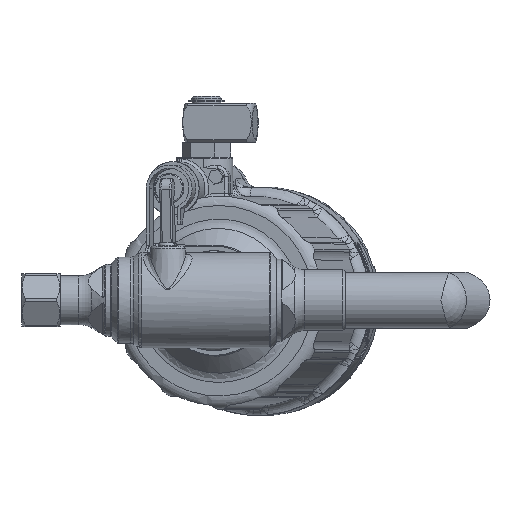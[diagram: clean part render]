
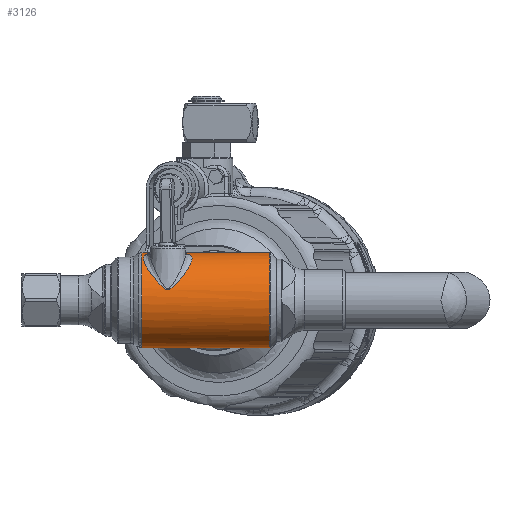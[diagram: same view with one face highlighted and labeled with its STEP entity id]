
A CAD part, top view. The second image highlights one B-rep face of the part: STEP entity #3126.
In plain terms, the highlighted cylindrical face has radius 23.025 mm (diameter 46.05 mm), a partial arc.
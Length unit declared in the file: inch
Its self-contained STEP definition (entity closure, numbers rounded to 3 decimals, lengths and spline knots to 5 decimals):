
#1048=B_SPLINE_CURVE_WITH_KNOTS('',3,(#39741,#39742,#39743,#39744,#39745,
#39746,#39747,#39748,#39749,#39750),.UNSPECIFIED.,.F.,.F.,(4,2,2,2,4),(0.,
0.25,0.5,0.75,1.),.UNSPECIFIED.);
#1049=B_SPLINE_CURVE_WITH_KNOTS('',3,(#39781,#39782,#39783,#39784,#39785,
#39786,#39787,#39788,#39789,#39790,#39791,#39792,#39793,#39794,#39795,#39796,
#39797,#39798,#39799,#39800,#39801,#39802,#39803,#39804,#39805,#39806),.UNSPECIFIED.,
 .F.,.F.,(4,2,2,2,2,2,2,2,2,2,2,2,4),(0.,0.125,0.25,0.375,0.4375,0.46875,
0.5,0.53125,0.5625,0.625,
0.75,0.875,1.),.UNSPECIFIED.);
#1051=B_SPLINE_CURVE_WITH_KNOTS('',3,(#39914,#39915,#39916,#39917),.UNSPECIFIED.,
 .F.,.F.,(4,4),(0.,1.),.UNSPECIFIED.);
#1055=B_SPLINE_CURVE_WITH_KNOTS('',3,(#39980,#39981,#39982,#39983),.UNSPECIFIED.,
 .F.,.F.,(4,4),(0.,1.),.UNSPECIFIED.);
#1074=B_SPLINE_CURVE_WITH_KNOTS('',3,(#40490,#40491,#40492,#40493),.UNSPECIFIED.,
 .F.,.F.,(4,4),(0.,1.),.UNSPECIFIED.);
#1075=B_SPLINE_CURVE_WITH_KNOTS('',3,(#40494,#40495,#40496,#40497),.UNSPECIFIED.,
 .F.,.F.,(4,4),(0.,1.),.UNSPECIFIED.);
#1810=CYLINDRICAL_SURFACE('',#26547,0.9065);
#2340=FACE_BOUND('',#6701,.T.);
#2341=FACE_BOUND('',#6702,.T.);
#3126=ADVANCED_FACE('',(#2340,#2341),#1810,.T.);
#6701=EDGE_LOOP('',(#11601,#11602,#11603,#11604,#11605,#11606,#11607,#11608,
#11609,#11610,#11611,#11612));
#6702=EDGE_LOOP('',(#11613,#11614));
#8701=LINE('',#40189,#9803);
#8705=LINE('',#40430,#9807);
#8708=LINE('',#40475,#9810);
#8711=LINE('',#40488,#9813);
#9803=VECTOR('',#30188,1.);
#9807=VECTOR('',#30244,1.);
#9810=VECTOR('',#30257,1.);
#9813=VECTOR('',#30264,1.);
#11601=ORIENTED_EDGE('',*,*,#21129,.T.);
#11602=ORIENTED_EDGE('',*,*,#21128,.T.);
#11603=ORIENTED_EDGE('',*,*,#21125,.T.);
#11604=ORIENTED_EDGE('',*,*,#21204,.T.);
#11605=ORIENTED_EDGE('',*,*,#21205,.T.);
#11606=ORIENTED_EDGE('',*,*,#21155,.T.);
#11607=ORIENTED_EDGE('',*,*,#21123,.T.);
#11608=ORIENTED_EDGE('',*,*,#21191,.T.);
#11609=ORIENTED_EDGE('',*,*,#21206,.T.);
#11610=ORIENTED_EDGE('',*,*,#21199,.T.);
#11611=ORIENTED_EDGE('',*,*,#21121,.T.);
#11612=ORIENTED_EDGE('',*,*,#21120,.T.);
#11613=ORIENTED_EDGE('',*,*,#21118,.T.);
#11614=ORIENTED_EDGE('',*,*,#21117,.T.);
#18599=VERTEX_POINT('',#38758);
#18600=VERTEX_POINT('',#38776);
#18654=VERTEX_POINT('',#39668);
#18658=VERTEX_POINT('',#39738);
#18659=VERTEX_POINT('',#39740);
#18660=VERTEX_POINT('',#39913);
#18661=VERTEX_POINT('',#39945);
#18662=VERTEX_POINT('',#39947);
#18663=VERTEX_POINT('',#39963);
#18664=VERTEX_POINT('',#39979);
#18677=VERTEX_POINT('',#40184);
#18700=VERTEX_POINT('',#40429);
#18703=VERTEX_POINT('',#40476);
#18707=VERTEX_POINT('',#40489);
#21117=EDGE_CURVE('',#18658,#18659,#1048,.T.);
#21118=EDGE_CURVE('',#18659,#18658,#1049,.T.);
#21120=EDGE_CURVE('',#18599,#18660,#1051,.T.);
#21121=EDGE_CURVE('',#18654,#18599,#24635,.T.);
#21123=EDGE_CURVE('',#18662,#18661,#24636,.T.);
#21125=EDGE_CURVE('',#18600,#18663,#24637,.T.);
#21128=EDGE_CURVE('',#18664,#18600,#1055,.T.);
#21129=EDGE_CURVE('',#18660,#18664,#24639,.T.);
#21155=EDGE_CURVE('',#18677,#18662,#8701,.T.);
#21191=EDGE_CURVE('',#18661,#18700,#8705,.T.);
#21199=EDGE_CURVE('',#18703,#18654,#8708,.T.);
#21204=EDGE_CURVE('',#18663,#18707,#8711,.T.);
#21205=EDGE_CURVE('',#18707,#18677,#1074,.T.);
#21206=EDGE_CURVE('',#18700,#18703,#1075,.T.);
#24635=CIRCLE('',#26483,0.9065);
#24636=CIRCLE('',#26485,0.9065);
#24637=CIRCLE('',#26487,0.9065);
#24639=CIRCLE('',#26490,0.9065);
#26483=AXIS2_PLACEMENT_3D('',#39930,#30124,#30125);
#26485=AXIS2_PLACEMENT_3D('',#39946,#30128,#30129);
#26487=AXIS2_PLACEMENT_3D('',#39962,#30132,#30133);
#26490=AXIS2_PLACEMENT_3D('',#39996,#30138,#30139);
#26547=AXIS2_PLACEMENT_3D('',#40498,#30265,#30266);
#30124=DIRECTION('',(-1.,0.,0.));
#30125=DIRECTION('',(0.,0.,-1.));
#30128=DIRECTION('',(1.,0.,0.));
#30129=DIRECTION('',(0.,0.,-1.));
#30132=DIRECTION('',(-1.,0.,0.));
#30133=DIRECTION('',(0.,0.,-1.));
#30138=DIRECTION('',(-1.,0.,0.));
#30139=DIRECTION('',(0.,0.,-1.));
#30188=DIRECTION('',(-1.,0.,0.));
#30244=DIRECTION('',(1.,0.,0.));
#30257=DIRECTION('',(1.,0.,0.));
#30264=DIRECTION('',(-1.,0.,0.));
#30265=DIRECTION('',(-1.,0.,0.));
#30266=DIRECTION('',(0.,0.,1.));
#38758=CARTESIAN_POINT('',(3.128,-0.64591,-0.63604));
#38776=CARTESIAN_POINT('',(3.128,0.64591,-0.63604));
#39668=CARTESIAN_POINT('',(3.128,-0.64442,-0.63755));
#39738=CARTESIAN_POINT('',(0.73392,0.86662,0.26591));
#39740=CARTESIAN_POINT('',(1.56608,0.86662,0.26591));
#39741=CARTESIAN_POINT('',(0.73392,0.86662,0.26591));
#39742=CARTESIAN_POINT('',(0.77228,0.88874,0.19383));
#39743=CARTESIAN_POINT('',(0.83579,0.89719,0.13562));
#39744=CARTESIAN_POINT('',(0.98247,0.90564,0.05618));
#39745=CARTESIAN_POINT('',(1.06664,0.90581,0.03537));
#39746=CARTESIAN_POINT('',(1.23316,0.90581,0.03534));
#39747=CARTESIAN_POINT('',(1.31674,0.90567,0.05583));
#39748=CARTESIAN_POINT('',(1.46435,0.8972,0.13562));
#39749=CARTESIAN_POINT('',(1.52774,0.88873,0.19387));
#39750=CARTESIAN_POINT('',(1.56608,0.86662,0.26591));
#39781=CARTESIAN_POINT('',(1.56608,0.86662,0.26591));
#39782=CARTESIAN_POINT('',(1.60868,0.84207,0.34593));
#39783=CARTESIAN_POINT('',(1.61907,0.80034,0.43561));
#39784=CARTESIAN_POINT('',(1.59252,0.69586,0.58829));
#39785=CARTESIAN_POINT('',(1.55842,0.63435,0.65294));
#39786=CARTESIAN_POINT('',(1.47162,0.50428,0.75791));
#39787=CARTESIAN_POINT('',(1.42042,0.43744,0.79737));
#39788=CARTESIAN_POINT('',(1.33416,0.33672,0.84245));
#39789=CARTESIAN_POINT('',(1.30382,0.30282,0.85507));
#39790=CARTESIAN_POINT('',(1.25383,0.25538,0.86994));
#39791=CARTESIAN_POINT('',(1.23649,0.24014,0.87422));
#39792=CARTESIAN_POINT('',(1.19827,0.21432,0.8809));
#39793=CARTESIAN_POINT('',(1.17616,0.20318,0.88344));
#39794=CARTESIAN_POINT('',(1.12827,0.20191,0.88373));
#39795=CARTESIAN_POINT('',(1.10552,0.21226,0.8814));
#39796=CARTESIAN_POINT('',(1.06616,0.23792,0.87482));
#39797=CARTESIAN_POINT('',(1.04866,0.25317,0.87059));
#39798=CARTESIAN_POINT('',(0.99812,0.3007,0.85582));
#39799=CARTESIAN_POINT('',(0.96753,0.3348,0.84323));
#39800=CARTESIAN_POINT('',(0.87986,0.437,0.79771));
#39801=CARTESIAN_POINT('',(0.82804,0.50478,0.7575));
#39802=CARTESIAN_POINT('',(0.74193,0.63383,0.65336));
#39803=CARTESIAN_POINT('',(0.70752,0.69581,0.58832));
#39804=CARTESIAN_POINT('',(0.68095,0.80015,0.43592));
#39805=CARTESIAN_POINT('',(0.69162,0.84224,0.34538));
#39806=CARTESIAN_POINT('',(0.73392,0.86662,0.26591));
#39913=CARTESIAN_POINT('',(3.09257,-0.7061,-0.56848));
#39914=CARTESIAN_POINT('',(3.128,-0.64591,-0.63604));
#39915=CARTESIAN_POINT('',(3.1094,-0.66496,-0.61669));
#39916=CARTESIAN_POINT('',(3.09713,-0.68564,-0.59389));
#39917=CARTESIAN_POINT('',(3.09257,-0.7061,-0.56848));
#39930=CARTESIAN_POINT('',(3.128,0.,0.));
#39945=CARTESIAN_POINT('',(0.65849,-0.53053,-0.73504));
#39946=CARTESIAN_POINT('',(0.65849,0.,0.));
#39947=CARTESIAN_POINT('',(0.65849,0.53053,-0.73504));
#39962=CARTESIAN_POINT('',(3.128,0.,0.));
#39963=CARTESIAN_POINT('',(3.128,0.64442,-0.63755));
#39979=CARTESIAN_POINT('',(3.09257,0.7061,-0.56848));
#39980=CARTESIAN_POINT('',(3.09257,0.7061,-0.56848));
#39981=CARTESIAN_POINT('',(3.09713,0.68564,-0.59389));
#39982=CARTESIAN_POINT('',(3.1094,0.66496,-0.61669));
#39983=CARTESIAN_POINT('',(3.128,0.64591,-0.63604));
#39996=CARTESIAN_POINT('',(3.09257,0.,0.));
#40184=CARTESIAN_POINT('',(0.66553,0.53053,-0.73504));
#40189=CARTESIAN_POINT('',(3.221,0.53053,-0.73504));
#40429=CARTESIAN_POINT('',(0.66553,-0.53053,-0.73504));
#40430=CARTESIAN_POINT('',(3.221,-0.53053,-0.73504));
#40475=CARTESIAN_POINT('',(3.221,-0.64442,-0.63755));
#40476=CARTESIAN_POINT('',(1.16634,-0.64442,-0.63755));
#40488=CARTESIAN_POINT('',(3.221,0.64442,-0.63755));
#40489=CARTESIAN_POINT('',(1.16634,0.64442,-0.63755));
#40490=CARTESIAN_POINT('',(1.16634,0.64442,-0.63755));
#40491=CARTESIAN_POINT('',(0.9886,0.64442,-0.63755));
#40492=CARTESIAN_POINT('',(0.81465,0.60893,-0.67845));
#40493=CARTESIAN_POINT('',(0.66553,0.53053,-0.73504));
#40494=CARTESIAN_POINT('',(0.66553,-0.53053,-0.73504));
#40495=CARTESIAN_POINT('',(0.81458,-0.6089,-0.67847));
#40496=CARTESIAN_POINT('',(0.98869,-0.64442,-0.63755));
#40497=CARTESIAN_POINT('',(1.16634,-0.64442,-0.63755));
#40498=CARTESIAN_POINT('',(3.221,0.,0.));
